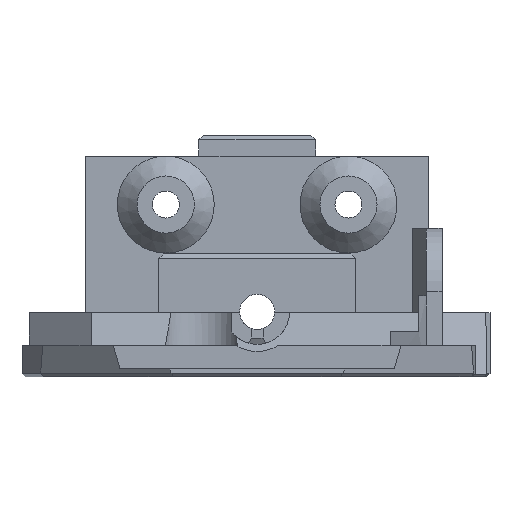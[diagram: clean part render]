
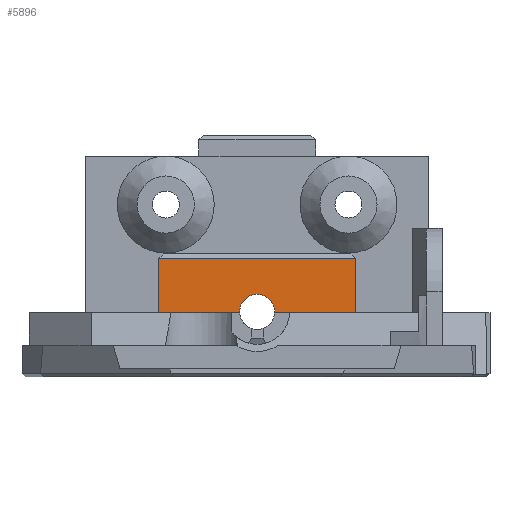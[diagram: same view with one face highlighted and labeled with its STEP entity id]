
A CAD part, front view. The second image highlights one B-rep face of the part: STEP entity #5896.
In plain terms, the highlighted planar face has unit normal (0, -1, 0).
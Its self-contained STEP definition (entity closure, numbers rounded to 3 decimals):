
#44 = FACE_OUTER_BOUND ( 'NONE', #5897, .T. ) ;
#968 = DIRECTION ( 'NONE',  ( -1., 0., 0. ) ) ;
#993 = CARTESIAN_POINT ( 'NONE',  ( 114.299, -147.605, 137.6 ) ) ;
#1075 = DIRECTION ( 'NONE',  ( -1., 0., 0. ) ) ;
#1358 = VERTEX_POINT ( 'NONE', #5145 ) ;
#1449 = CARTESIAN_POINT ( 'NONE',  ( 139.099, -147.605, 130.8 ) ) ;
#1458 = ORIENTED_EDGE ( 'NONE', *, *, #8003, .T. ) ;
#1545 = DIRECTION ( 'NONE',  ( 0., 1., 0. ) ) ;
#1799 = AXIS2_PLACEMENT_3D ( 'NONE', #6470, #7603, #9002 ) ;
#2162 = DIRECTION ( 'NONE',  ( 0., 0., 1. ) ) ;
#2211 = LINE ( 'NONE', #3123, #8751 ) ;
#2344 = ORIENTED_EDGE ( 'NONE', *, *, #5278, .F. ) ;
#2484 = DIRECTION ( 'NONE',  ( -1., 0., 0. ) ) ;
#2552 = EDGE_CURVE ( 'NONE', #9403, #8671, #9022, .T. ) ;
#2777 = ORIENTED_EDGE ( 'NONE', *, *, #8735, .T. ) ;
#3071 = PLANE ( 'NONE',  #8574 ) ;
#3123 = CARTESIAN_POINT ( 'NONE',  ( 114.299, -147.605, 138.2 ) ) ;
#3763 = CARTESIAN_POINT ( 'NONE',  ( 126.699, -147.605, 130.8 ) ) ;
#3813 = VECTOR ( 'NONE', #2484, 1000. ) ;
#3926 = LINE ( 'NONE', #993, #3813 ) ;
#4302 = VECTOR ( 'NONE', #7257, 1000. ) ;
#4408 = VECTOR ( 'NONE', #1075, 1000. ) ;
#4485 = VERTEX_POINT ( 'NONE', #8753 ) ;
#5145 = CARTESIAN_POINT ( 'NONE',  ( 114.299, -147.605, 130.8 ) ) ;
#5278 = EDGE_CURVE ( 'NONE', #6238, #9403, #8446, .T. ) ;
#5385 = ORIENTED_EDGE ( 'NONE', *, *, #2552, .F. ) ;
#5557 = ORIENTED_EDGE ( 'NONE', *, *, #9328, .F. ) ;
#5605 = ORIENTED_EDGE ( 'NONE', *, *, #7124, .F. ) ;
#5808 = VECTOR ( 'NONE', #968, 1000. ) ;
#5813 = CARTESIAN_POINT ( 'NONE',  ( 139.099, -147.605, 138.2 ) ) ;
#5896 = ADVANCED_FACE ( 'NONE', ( #44 ), #3071, .F. ) ;
#5897 = EDGE_LOOP ( 'NONE', ( #5557, #1458, #2777, #5605, #5385, #2344 ) ) ;
#6054 = DIRECTION ( 'NONE',  ( 0., 0., -1. ) ) ;
#6238 = VERTEX_POINT ( 'NONE', #1449 ) ;
#6340 = CARTESIAN_POINT ( 'NONE',  ( 139.099, -147.605, 138.2 ) ) ;
#6429 = VERTEX_POINT ( 'NONE', #6920 ) ;
#6470 = CARTESIAN_POINT ( 'NONE',  ( 126.699, -147.605, 130.9 ) ) ;
#6920 = CARTESIAN_POINT ( 'NONE',  ( 139.099, -147.605, 137.6 ) ) ;
#7124 = EDGE_CURVE ( 'NONE', #8671, #1358, #8101, .T. ) ;
#7257 = DIRECTION ( 'NONE',  ( 0., 0., -1. ) ) ;
#7301 = CARTESIAN_POINT ( 'NONE',  ( 128.897, -147.605, 130.8 ) ) ;
#7603 = DIRECTION ( 'NONE',  ( 0., -1., 0. ) ) ;
#7669 = CARTESIAN_POINT ( 'NONE',  ( 126.699, -147.605, 130.8 ) ) ;
#7844 = LINE ( 'NONE', #6340, #4302 ) ;
#8003 = EDGE_CURVE ( 'NONE', #6429, #4485, #3926, .T. ) ;
#8101 = LINE ( 'NONE', #3763, #5808 ) ;
#8446 = LINE ( 'NONE', #7669, #4408 ) ;
#8574 = AXIS2_PLACEMENT_3D ( 'NONE', #5813, #1545, #2162 ) ;
#8671 = VERTEX_POINT ( 'NONE', #8856 ) ;
#8735 = EDGE_CURVE ( 'NONE', #4485, #1358, #2211, .T. ) ;
#8751 = VECTOR ( 'NONE', #6054, 1000. ) ;
#8753 = CARTESIAN_POINT ( 'NONE',  ( 114.299, -147.605, 137.6 ) ) ;
#8856 = CARTESIAN_POINT ( 'NONE',  ( 124.502, -147.605, 130.8 ) ) ;
#9002 = DIRECTION ( 'NONE',  ( -1., 0., 0. ) ) ;
#9022 = CIRCLE ( 'NONE', #1799, 2.2 ) ;
#9328 = EDGE_CURVE ( 'NONE', #6429, #6238, #7844, .T. ) ;
#9403 = VERTEX_POINT ( 'NONE', #7301 ) ;
